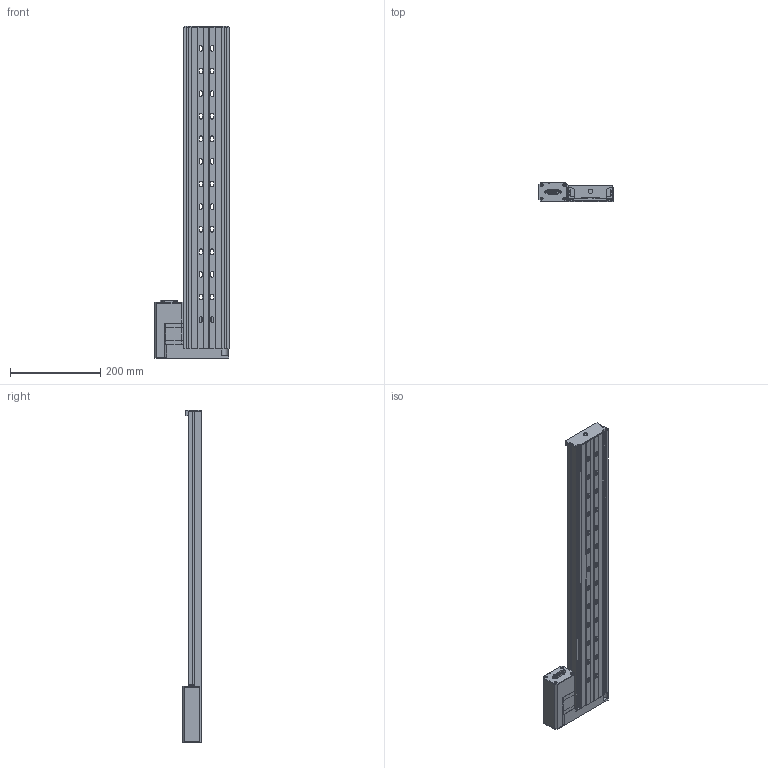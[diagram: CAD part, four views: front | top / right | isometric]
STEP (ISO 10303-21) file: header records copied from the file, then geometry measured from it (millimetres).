
FILE_DESCRIPTION (( 'STEP AP203' ), '1' );
FILE_NAME ('LRQ600xP-E01T3A.step', '2023-05-17T23:47:57', ( '' ), ( '' ), 'SwSTEP 2.0', 'SolidWorks 2019', '' );
FILE_SCHEMA (( 'CONFIG_CONTROL_DESIGN' ));
Length unit declared in the file: millimetre
Products named in the file (4): LRQ_carriage^LRQ_LRQ; LRQ600xP-E01T3A; LRQ_base^LRQ_LRQ600P; NMS17_motor^LRQ_LRQ-T3A
Assembly tree (3 placements, depth 2):
  LRQ600xP-E01T3A
    LRQ_base^LRQ_LRQ600P
    LRQ_carriage^LRQ_LRQ
    NMS17_motor^LRQ_LRQ-T3A
Bounding box: 164 x 42.5 x 734.8 mm (x, y, z)
Volume: 1376690.9 mm3; surface area: 489495.8 mm2
Topology: 32 solids, 32 shells, 998 faces, 2541 edges, 1683 vertices
Faces by surface type: plane 596, cylinder 368, cone 26, torus 8
Entity records: 31000 total; most frequent: CARTESIAN_POINT 5544, DIRECTION 5300, ORIENTED_EDGE 5066, EDGE_CURVE 2533, AXIS2_PLACEMENT_3D 1803, VECTOR 1694, LINE 1694, VERTEX_POINT 1683
